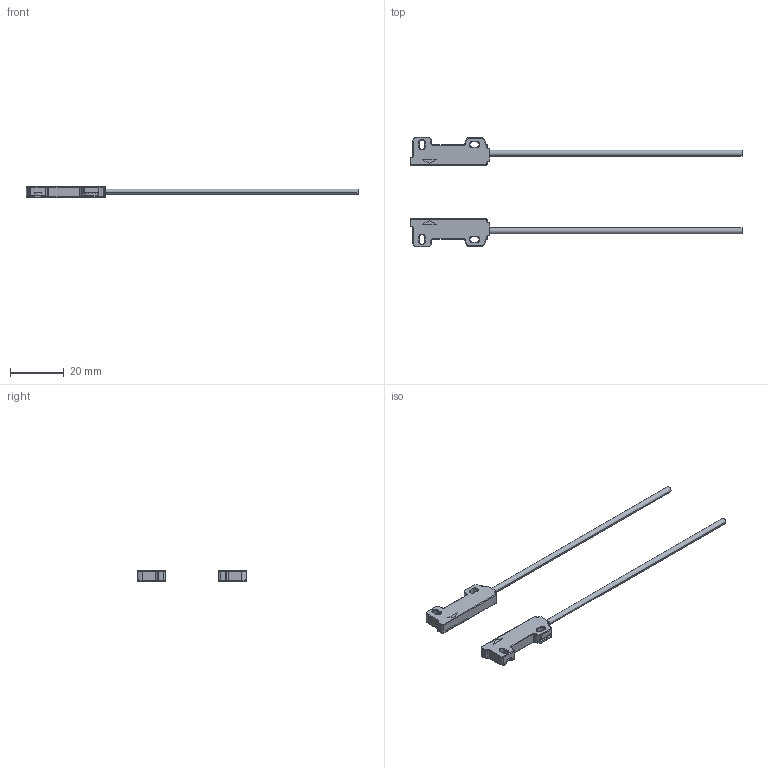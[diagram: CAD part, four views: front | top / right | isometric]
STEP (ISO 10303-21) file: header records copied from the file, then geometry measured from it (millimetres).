
FILE_DESCRIPTION((''),'2;1');
FILE_NAME('PT-E11JP_ASM_ASM','2022-04-07T16:42:19',('Administrator'),(''),'CREO PARAMETRIC BY PTC INC, 2021023','CREO PARAMETRIC BY PTC INC, 2021023','');
FILE_SCHEMA(('CONFIG_CONTROL_DESIGN'));
Length unit declared in the file: millimetre
Products named in the file (4): ASM00001_ASM; PRT0002; ASM0002_ASM; PT-E11JP_ASM_ASM
Assembly tree (3 placements, depth 3):
  PT-E11JP_ASM_ASM
    ASM00001_ASM
    ASM0002_ASM
      PRT0002
Bounding box: 124 x 41 x 4 mm (x, y, z)
Surface area: 4560.3 mm2 (no closed solid volume)
Topology: 0 solids, 10 shells, 620 faces, 1708 edges, 1100 vertices
Faces by surface type: plane 330, cylinder 200, torus 72, sphere 16, cone 2
Entity records: 19840 total; most frequent: DIRECTION 3548, CARTESIAN_POINT 3477, ORIENTED_EDGE 3384, EDGE_CURVE 1692, AXIS2_PLACEMENT_3D 1241, VERTEX_POINT 1100, VECTOR 1066, LINE 1066
